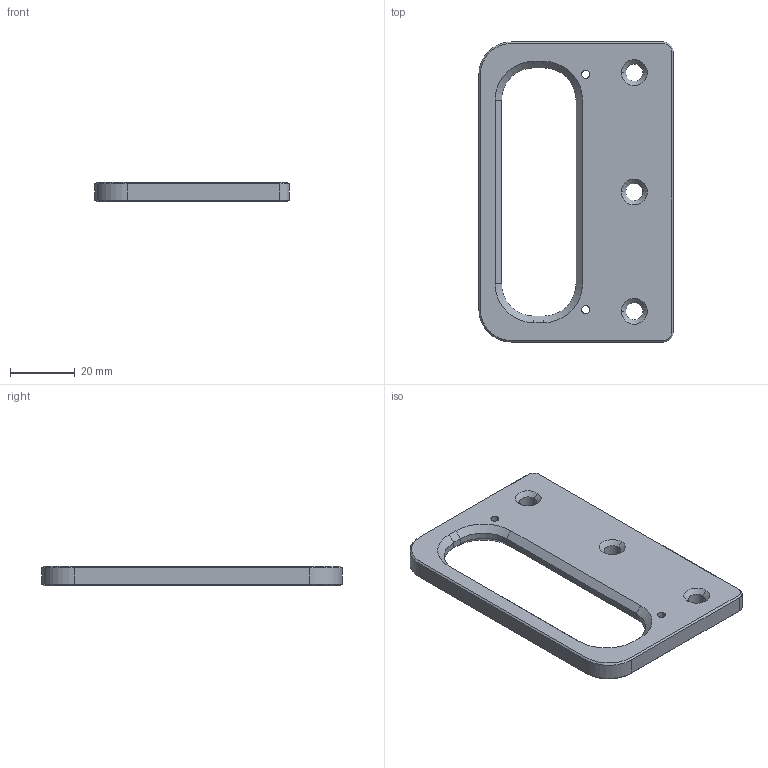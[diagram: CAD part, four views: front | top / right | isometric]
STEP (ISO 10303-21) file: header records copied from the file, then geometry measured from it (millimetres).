
FILE_DESCRIPTION (( 'STEP AP214' ), '1' );
FILE_NAME ('忒挍_給褒.STEP', '2025-07-28T17:27:26', ( '' ), ( '' ), 'SwSTEP 2.0', 'SolidWorks 2021', '' );
FILE_SCHEMA (( 'AUTOMOTIVE_DESIGN' ));
Length unit declared in the file: millimetre
Products named in the file (1): 忒挍_給褒
Bounding box: 60 x 92.7 x 6 mm (x, y, z)
Volume: 21693.5 mm3; surface area: 10152.7 mm2
Topology: 1 solids, 1 shells, 66 faces, 154 edges, 90 vertices
Faces by surface type: plane 26, cone 22, cylinder 18
Entity records: 1910 total; most frequent: DIRECTION 346, CARTESIAN_POINT 311, ORIENTED_EDGE 308, EDGE_CURVE 154, AXIS2_PLACEMENT_3D 125, VECTOR 96, LINE 96, VERTEX_POINT 90
